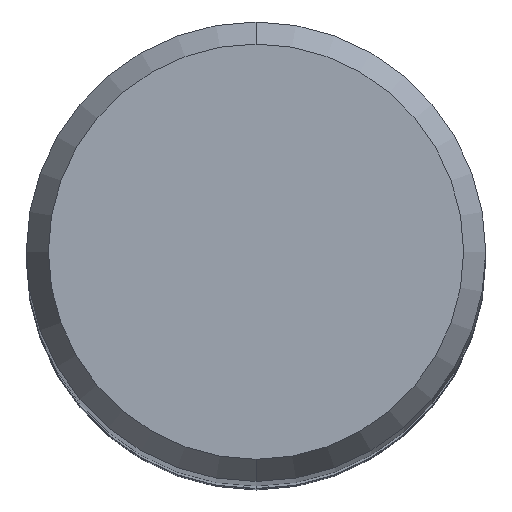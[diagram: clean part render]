
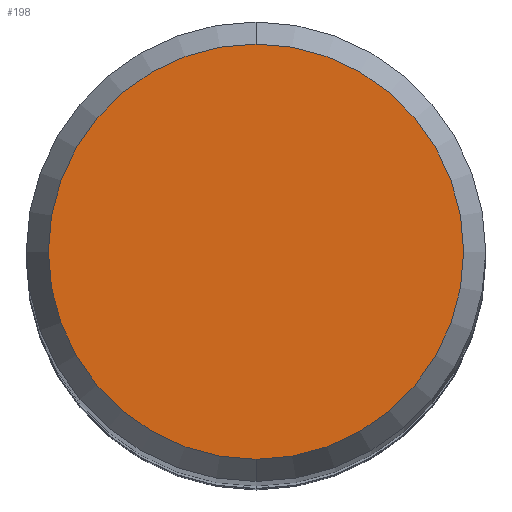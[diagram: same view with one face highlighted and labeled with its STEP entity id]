
A CAD part, top view. The second image highlights one B-rep face of the part: STEP entity #198.
In plain terms, the highlighted planar face has unit normal (0, 0, 1).
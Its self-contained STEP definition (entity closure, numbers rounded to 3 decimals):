
#192=VERTEX_POINT('',#506);
#198=ADVANCED_FACE('',(#513),#514,.T.);
#244=EDGE_CURVE('',#192,#426,#566,.T.);
#278=EDGE_CURVE('',#426,#192,#602,.T.);
#426=VERTEX_POINT('',#766);
#506=CARTESIAN_POINT('',(0.0,4.304,0.0));
#513=FACE_OUTER_BOUND('',#881,.T.);
#514=PLANE('',#882);
#566=CIRCLE('',#991,4.304);
#602=CIRCLE('',#1081,4.304);
#766=CARTESIAN_POINT('',(0.,-4.304,0.0));
#881=EDGE_LOOP('',(#1531,#1532));
#882=AXIS2_PLACEMENT_3D('',#1533,#1534,#1535);
#991=AXIS2_PLACEMENT_3D('',#1601,#1602,#1603);
#1081=AXIS2_PLACEMENT_3D('',#1638,#1639,#1640);
#1531=ORIENTED_EDGE('',*,*,#244,.F.);
#1532=ORIENTED_EDGE('',*,*,#278,.F.);
#1533=CARTESIAN_POINT('',(0.0,2.152,0.0));
#1534=DIRECTION('',(-0.0,0.0,1.0));
#1535=DIRECTION('',(0.0,-1.0,0.0));
#1601=CARTESIAN_POINT('',(0.0,0.0,0.0));
#1602=DIRECTION('',(0.0,0.0,-1.0));
#1603=DIRECTION('',(0.0,1.0,0.0));
#1638=CARTESIAN_POINT('',(0.0,0.0,0.0));
#1639=DIRECTION('',(0.0,0.0,-1.0));
#1640=DIRECTION('',(0.0,1.0,0.0));
